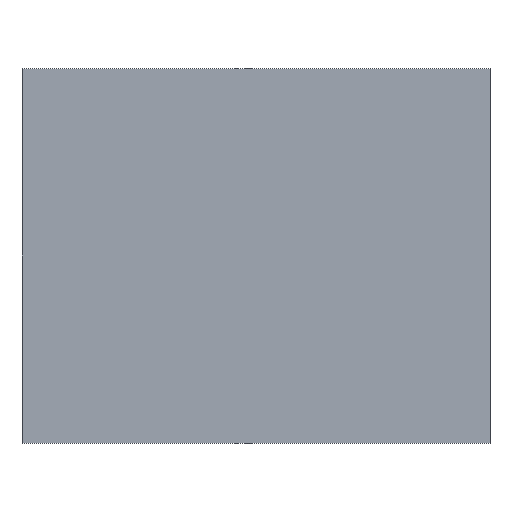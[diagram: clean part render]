
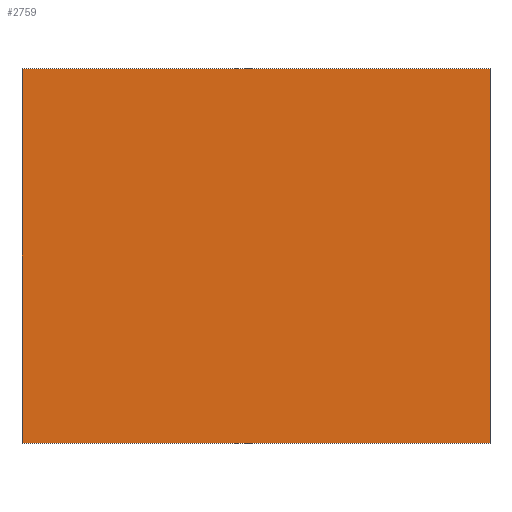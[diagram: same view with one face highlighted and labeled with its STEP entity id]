
A CAD part, front view. The second image highlights one B-rep face of the part: STEP entity #2759.
In plain terms, the highlighted free-form (B-spline) face has degree [1, 1] with [2, 2] control points.
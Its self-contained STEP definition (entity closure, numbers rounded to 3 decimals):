
#2728 = VERTEX_POINT('',#2729);
#2729 = CARTESIAN_POINT('',(0.,0.,0.));
#2736 = EDGE_CURVE('',#2737,#2728,#2739,.T.);
#2737 = VERTEX_POINT('',#2738);
#2738 = CARTESIAN_POINT('',(215.723,0.,0.));
#2739 = B_SPLINE_CURVE_WITH_KNOTS('',1,(#2740,#2741),.UNSPECIFIED.,.F.,
  .F.,(2,2),(-0.,200.),.PIECEWISE_BEZIER_KNOTS.);
#2740 = CARTESIAN_POINT('',(215.723,0.,0.));
#2741 = CARTESIAN_POINT('',(0.,0.,0.));
#2759 = ADVANCED_FACE('',(#2760),#2782,.F.);
#2760 = FACE_BOUND('',#2761,.T.);
#2761 = EDGE_LOOP('',(#2762,#2769,#2776,#2781));
#2762 = ORIENTED_EDGE('',*,*,#2763,.T.);
#2763 = EDGE_CURVE('',#2728,#2764,#2766,.T.);
#2764 = VERTEX_POINT('',#2765);
#2765 = CARTESIAN_POINT('',(0.,0.,-172.579));
#2766 = B_SPLINE_CURVE_WITH_KNOTS('',1,(#2767,#2768),.UNSPECIFIED.,.F.,
  .F.,(2,2),(0.,160.),.PIECEWISE_BEZIER_KNOTS.);
#2767 = CARTESIAN_POINT('',(0.,0.,0.));
#2768 = CARTESIAN_POINT('',(0.,0.,-172.579));
#2769 = ORIENTED_EDGE('',*,*,#2770,.F.);
#2770 = EDGE_CURVE('',#2771,#2764,#2773,.T.);
#2771 = VERTEX_POINT('',#2772);
#2772 = CARTESIAN_POINT('',(215.723,0.,
    -172.579));
#2773 = B_SPLINE_CURVE_WITH_KNOTS('',1,(#2774,#2775),.UNSPECIFIED.,.F.,
  .F.,(2,2),(-0.,200.),.PIECEWISE_BEZIER_KNOTS.);
#2774 = CARTESIAN_POINT('',(215.723,0.,
    -172.579));
#2775 = CARTESIAN_POINT('',(0.,0.,-172.579));
#2776 = ORIENTED_EDGE('',*,*,#2777,.F.);
#2777 = EDGE_CURVE('',#2737,#2771,#2778,.T.);
#2778 = B_SPLINE_CURVE_WITH_KNOTS('',1,(#2779,#2780),.UNSPECIFIED.,.F.,
  .F.,(2,2),(0.,160.),.PIECEWISE_BEZIER_KNOTS.);
#2779 = CARTESIAN_POINT('',(215.723,0.,0.));
#2780 = CARTESIAN_POINT('',(215.723,0.,
    -172.579));
#2781 = ORIENTED_EDGE('',*,*,#2736,.T.);
#2782 = B_SPLINE_SURFACE_WITH_KNOTS('',1,1,(
    (#2783,#2784)
    ,(#2785,#2786
    )),.UNSPECIFIED.,.F.,.F.,.F.,(2,2),(2,2),(-160.,0.),(-200.,0.),
  .PIECEWISE_BEZIER_KNOTS.);
#2783 = CARTESIAN_POINT('',(0.,0.,-172.579));
#2784 = CARTESIAN_POINT('',(215.723,0.,
    -172.579));
#2785 = CARTESIAN_POINT('',(0.,0.,0.));
#2786 = CARTESIAN_POINT('',(215.723,0.,0.));
